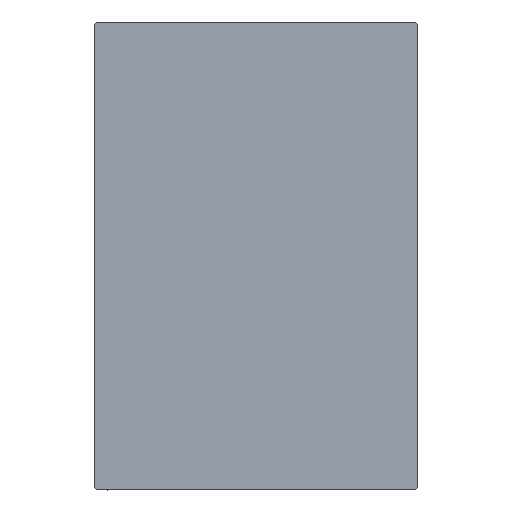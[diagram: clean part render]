
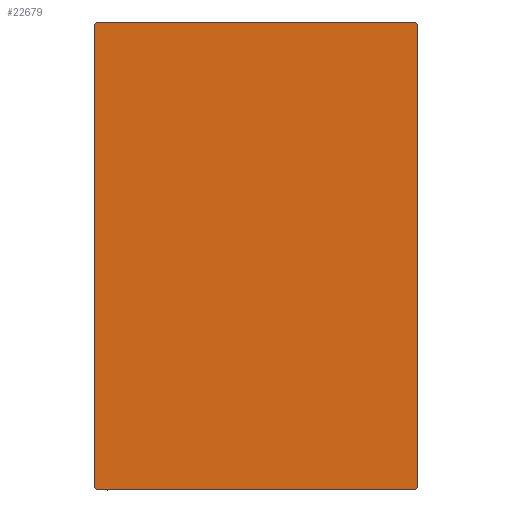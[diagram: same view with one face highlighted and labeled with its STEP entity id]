
A CAD part, left-side view. The second image highlights one B-rep face of the part: STEP entity #22679.
In plain terms, the highlighted face is planar.
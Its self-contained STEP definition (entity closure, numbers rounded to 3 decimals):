
#84 = EDGE_CURVE ( 'NONE', #29859, #8849, #15365, .T. ) ;
#176 = ORIENTED_EDGE ( 'NONE', *, *, #23462, .T. ) ;
#1386 = DIRECTION ( 'NONE',  ( 0., -0.707, 0.707 ) ) ;
#1446 = DIRECTION ( 'NONE',  ( 0., 0.707, 0.707 ) ) ;
#1600 = CARTESIAN_POINT ( 'NONE',  ( 130., 27.35, 27.35 ) ) ;
#1653 = DIRECTION ( 'NONE',  ( 0., 0.707, -0.707 ) ) ;
#3072 = LINE ( 'NONE', #30193, #33999 ) ;
#3840 = EDGE_CURVE ( 'NONE', #26666, #21537, #4133, .T. ) ;
#4133 = LINE ( 'NONE', #4560, #17626 ) ;
#4324 = LINE ( 'NONE', #11222, #13106 ) ;
#4560 = CARTESIAN_POINT ( 'NONE',  ( 130., -27.35, 27.35 ) ) ;
#4928 = CARTESIAN_POINT ( 'NONE',  ( 130., -22.5, 32.2 ) ) ;
#5012 = ORIENTED_EDGE ( 'NONE', *, *, #9507, .T. ) ;
#5794 = DIRECTION ( 'NONE',  ( 0., -1., 0. ) ) ;
#6115 = ORIENTED_EDGE ( 'NONE', *, *, #38585, .T. ) ;
#7429 = ORIENTED_EDGE ( 'NONE', *, *, #15781, .T. ) ;
#8826 = CARTESIAN_POINT ( 'NONE',  ( 130., -22.2, 32.5 ) ) ;
#8849 = VERTEX_POINT ( 'NONE', #11967 ) ;
#9507 = EDGE_CURVE ( 'NONE', #14041, #18683, #18553, .T. ) ;
#11222 = CARTESIAN_POINT ( 'NONE',  ( 130., 27.35, -27.35 ) ) ;
#11967 = CARTESIAN_POINT ( 'NONE',  ( 130., 22.2, 32.5 ) ) ;
#12529 = VECTOR ( 'NONE', #1386, 1000. ) ;
#13106 = VECTOR ( 'NONE', #1446, 1000. ) ;
#13722 = CARTESIAN_POINT ( 'NONE',  ( 130., 0., 0. ) ) ;
#13854 = DIRECTION ( 'NONE',  ( 0., 0., -1. ) ) ;
#14041 = VERTEX_POINT ( 'NONE', #20491 ) ;
#14830 = VECTOR ( 'NONE', #1653, 1000. ) ;
#15337 = VERTEX_POINT ( 'NONE', #30438 ) ;
#15365 = LINE ( 'NONE', #1600, #12529 ) ;
#15676 = DIRECTION ( 'NONE',  ( 0., 1., 0. ) ) ;
#15781 = EDGE_CURVE ( 'NONE', #18683, #15337, #41675, .T. ) ;
#16344 = CARTESIAN_POINT ( 'NONE',  ( 130., -22.5, -32.5 ) ) ;
#17626 = VECTOR ( 'NONE', #41449, 1000. ) ;
#18553 = LINE ( 'NONE', #32090, #14830 ) ;
#18683 = VERTEX_POINT ( 'NONE', #25173 ) ;
#20083 = CARTESIAN_POINT ( 'NONE',  ( 130., -22.5, 32.5 ) ) ;
#20491 = CARTESIAN_POINT ( 'NONE',  ( 130., -22.5, -32.2 ) ) ;
#21156 = EDGE_CURVE ( 'NONE', #15337, #35773, #4324, .T. ) ;
#21537 = VERTEX_POINT ( 'NONE', #4928 ) ;
#21857 = ORIENTED_EDGE ( 'NONE', *, *, #3840, .T. ) ;
#22679 = ADVANCED_FACE ( 'NONE', ( #27062 ), #27930, .T. ) ;
#23462 = EDGE_CURVE ( 'NONE', #8849, #26666, #28905, .T. ) ;
#24223 = ORIENTED_EDGE ( 'NONE', *, *, #36153, .T. ) ;
#25173 = CARTESIAN_POINT ( 'NONE',  ( 130., -22.2, -32.5 ) ) ;
#26666 = VERTEX_POINT ( 'NONE', #8826 ) ;
#27062 = FACE_OUTER_BOUND ( 'NONE', #28752, .T. ) ;
#27572 = VECTOR ( 'NONE', #13854, 1000. ) ;
#27930 = PLANE ( 'NONE',  #28768 ) ;
#28752 = EDGE_LOOP ( 'NONE', ( #7429, #38678, #6115, #39207, #176, #21857, #24223, #5012 ) ) ;
#28768 = AXIS2_PLACEMENT_3D ( 'NONE', #13722, #31267, #37488 ) ;
#28905 = LINE ( 'NONE', #39117, #33045 ) ;
#29859 = VERTEX_POINT ( 'NONE', #38085 ) ;
#30193 = CARTESIAN_POINT ( 'NONE',  ( 130., 22.5, -32.5 ) ) ;
#30438 = CARTESIAN_POINT ( 'NONE',  ( 130., 22.2, -32.5 ) ) ;
#31267 = DIRECTION ( 'NONE',  ( 1., 0., 0. ) ) ;
#32090 = CARTESIAN_POINT ( 'NONE',  ( 130., -27.35, -27.35 ) ) ;
#32924 = VECTOR ( 'NONE', #15676, 1000. ) ;
#33045 = VECTOR ( 'NONE', #5794, 1000. ) ;
#33187 = LINE ( 'NONE', #20083, #27572 ) ;
#33999 = VECTOR ( 'NONE', #43719, 1000. ) ;
#35773 = VERTEX_POINT ( 'NONE', #36404 ) ;
#36153 = EDGE_CURVE ( 'NONE', #21537, #14041, #33187, .T. ) ;
#36404 = CARTESIAN_POINT ( 'NONE',  ( 130., 22.5, -32.2 ) ) ;
#37488 = DIRECTION ( 'NONE',  ( 0., 0., -1. ) ) ;
#38085 = CARTESIAN_POINT ( 'NONE',  ( 130., 22.5, 32.2 ) ) ;
#38585 = EDGE_CURVE ( 'NONE', #35773, #29859, #3072, .T. ) ;
#38678 = ORIENTED_EDGE ( 'NONE', *, *, #21156, .T. ) ;
#39117 = CARTESIAN_POINT ( 'NONE',  ( 130., 22.5, 32.5 ) ) ;
#39207 = ORIENTED_EDGE ( 'NONE', *, *, #84, .T. ) ;
#41449 = DIRECTION ( 'NONE',  ( 0., -0.707, -0.707 ) ) ;
#41675 = LINE ( 'NONE', #16344, #32924 ) ;
#43719 = DIRECTION ( 'NONE',  ( 0., 0., 1. ) ) ;
